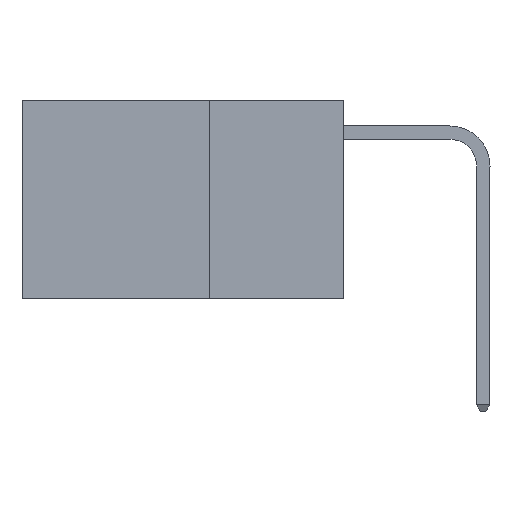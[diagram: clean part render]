
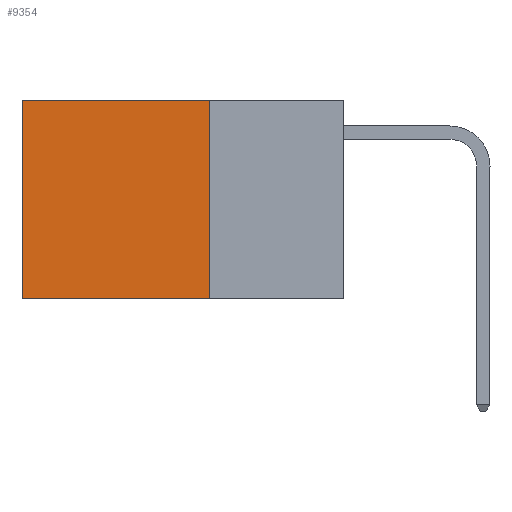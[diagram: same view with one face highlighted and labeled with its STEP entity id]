
A CAD part, left-side view. The second image highlights one B-rep face of the part: STEP entity #9354.
In plain terms, the highlighted planar face has unit normal (-1, 0, 0).
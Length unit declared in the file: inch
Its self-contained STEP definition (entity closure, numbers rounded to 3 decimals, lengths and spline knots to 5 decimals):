
#535 = VERTEX_POINT ( 'NONE', #20422 ) ;
#1390 = PLANE ( 'NONE',  #9149 ) ;
#2351 = CARTESIAN_POINT ( 'NONE',  ( 0.2625, 0.25, 0. ) ) ;
#3195 = DIRECTION ( 'NONE',  ( 0., 0., -1. ) ) ;
#3303 = CARTESIAN_POINT ( 'NONE',  ( 0.2625, 0.6, 0. ) ) ;
#3580 = VERTEX_POINT ( 'NONE', #19396 ) ;
#3664 = LINE ( 'NONE', #2351, #12053 ) ;
#3967 = DIRECTION ( 'NONE',  ( 0., 0., -1. ) ) ;
#4172 = LINE ( 'NONE', #9194, #13080 ) ;
#4696 = LINE ( 'NONE', #7137, #13607 ) ;
#6427 = ORIENTED_EDGE ( 'NONE', *, *, #17241, .F. ) ;
#6633 = ORIENTED_EDGE ( 'NONE', *, *, #17619, .F. ) ;
#7137 = CARTESIAN_POINT ( 'NONE',  ( 0.2625, 0.25, -0.37 ) ) ;
#8014 = CARTESIAN_POINT ( 'NONE',  ( 0.2625, 0.6, -0.37 ) ) ;
#9149 = AXIS2_PLACEMENT_3D ( 'NONE', #12121, #13877, #3195 ) ;
#9194 = CARTESIAN_POINT ( 'NONE',  ( 0.2625, 0.25, 0. ) ) ;
#9354 = ADVANCED_FACE ( 'NONE', ( #9935 ), #1390, .F. ) ;
#9556 = DIRECTION ( 'NONE',  ( 0., 1., 0. ) ) ;
#9809 = ORIENTED_EDGE ( 'NONE', *, *, #15945, .T. ) ;
#9935 = FACE_OUTER_BOUND ( 'NONE', #21308, .T. ) ;
#12053 = VECTOR ( 'NONE', #9556, 39.37008 ) ;
#12121 = CARTESIAN_POINT ( 'NONE',  ( 0.2625, 0.25, 0. ) ) ;
#12514 = VERTEX_POINT ( 'NONE', #14693 ) ;
#13080 = VECTOR ( 'NONE', #3967, 39.37008 ) ;
#13607 = VECTOR ( 'NONE', #19774, 39.37008 ) ;
#13877 = DIRECTION ( 'NONE',  ( 1., 0., 0. ) ) ;
#13980 = DIRECTION ( 'NONE',  ( 0., 0., -1. ) ) ;
#14693 = CARTESIAN_POINT ( 'NONE',  ( 0.2625, 0.25, -0.37 ) ) ;
#15945 = EDGE_CURVE ( 'NONE', #3580, #535, #3664, .T. ) ;
#16462 = LINE ( 'NONE', #3303, #21276 ) ;
#17241 = EDGE_CURVE ( 'NONE', #3580, #12514, #4172, .T. ) ;
#17508 = EDGE_CURVE ( 'NONE', #535, #22612, #16462, .T. ) ;
#17619 = EDGE_CURVE ( 'NONE', #12514, #22612, #4696, .T. ) ;
#19396 = CARTESIAN_POINT ( 'NONE',  ( 0.2625, 0.25, 0. ) ) ;
#19774 = DIRECTION ( 'NONE',  ( 0., 1., 0. ) ) ;
#20422 = CARTESIAN_POINT ( 'NONE',  ( 0.2625, 0.6, 0. ) ) ;
#21276 = VECTOR ( 'NONE', #13980, 39.37008 ) ;
#21308 = EDGE_LOOP ( 'NONE', ( #21431, #6633, #6427, #9809 ) ) ;
#21431 = ORIENTED_EDGE ( 'NONE', *, *, #17508, .T. ) ;
#22612 = VERTEX_POINT ( 'NONE', #8014 ) ;
